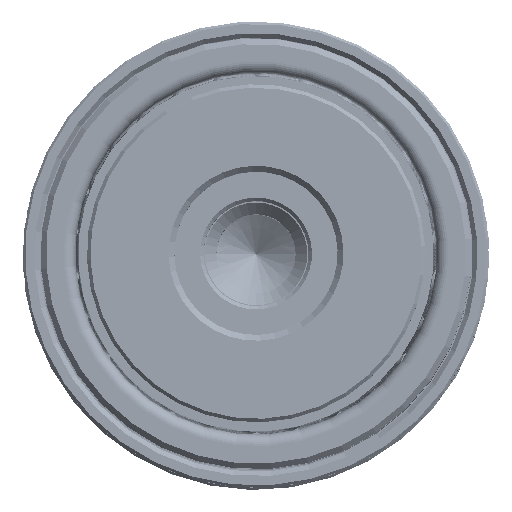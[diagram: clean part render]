
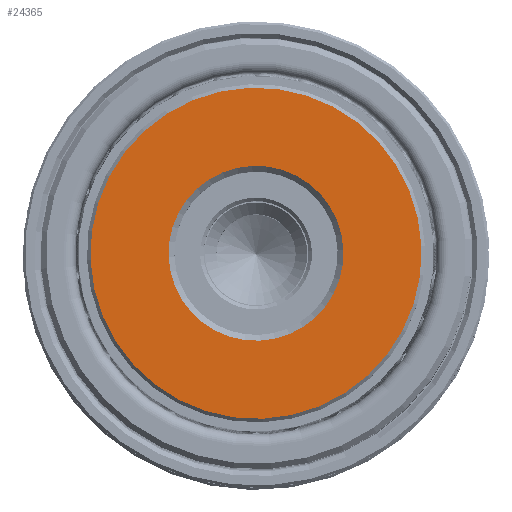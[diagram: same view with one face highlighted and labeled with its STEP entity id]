
A CAD part, top view. The second image highlights one B-rep face of the part: STEP entity #24365.
In plain terms, the highlighted face is planar.
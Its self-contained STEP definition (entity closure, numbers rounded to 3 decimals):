
#876 = EDGE_CURVE ( 'NONE', #14045, #5486, #5413, .T. ) ;
#1509 = DIRECTION ( 'NONE',  ( 1., 0., 0. ) ) ;
#5413 = CIRCLE ( 'NONE', #19242, 7.5 ) ;
#5486 = VERTEX_POINT ( 'NONE', #6437 ) ;
#6437 = CARTESIAN_POINT ( 'NONE',  ( -7.5, 0., 0. ) ) ;
#8857 = EDGE_LOOP ( 'NONE', ( #45422, #22954 ) ) ;
#9779 = DIRECTION ( 'NONE',  ( 0., 0., -1. ) ) ;
#9795 = DIRECTION ( 'NONE',  ( 1., 0., 0. ) ) ;
#11244 = FACE_OUTER_BOUND ( 'NONE', #8857, .T. ) ;
#14045 = VERTEX_POINT ( 'NONE', #37999 ) ;
#16141 = ORIENTED_EDGE ( 'NONE', *, *, #25201, .T. ) ;
#17404 = AXIS2_PLACEMENT_3D ( 'NONE', #40308, #19104, #43899 ) ;
#19104 = DIRECTION ( 'NONE',  ( 0., 0., -1. ) ) ;
#19242 = AXIS2_PLACEMENT_3D ( 'NONE', #20896, #20753, #20449 ) ;
#19248 = EDGE_LOOP ( 'NONE', ( #16141, #42821 ) ) ;
#19341 = AXIS2_PLACEMENT_3D ( 'NONE', #20254, #30916, #9795 ) ;
#19482 = FACE_BOUND ( 'NONE', #19248, .T. ) ;
#20032 = CIRCLE ( 'NONE', #27958, 7.5 ) ;
#20254 = CARTESIAN_POINT ( 'NONE',  ( 0., 0., 0. ) ) ;
#20449 = DIRECTION ( 'NONE',  ( 1., 0., 0. ) ) ;
#20500 = CARTESIAN_POINT ( 'NONE',  ( -14.2, 0., 0. ) ) ;
#20753 = DIRECTION ( 'NONE',  ( 0., 0., 1. ) ) ;
#20896 = CARTESIAN_POINT ( 'NONE',  ( 0., 0., 0. ) ) ;
#22625 = DIRECTION ( 'NONE',  ( 0., 0., 1. ) ) ;
#22954 = ORIENTED_EDGE ( 'NONE', *, *, #43277, .T. ) ;
#24365 = ADVANCED_FACE ( 'NONE', ( #11244, #19482 ), #27381, .F. ) ;
#24896 = VERTEX_POINT ( 'NONE', #41552 ) ;
#25201 = EDGE_CURVE ( 'NONE', #5486, #14045, #20032, .T. ) ;
#27381 = PLANE ( 'NONE',  #19341 ) ;
#27958 = AXIS2_PLACEMENT_3D ( 'NONE', #43855, #22625, #1509 ) ;
#30902 = CARTESIAN_POINT ( 'NONE',  ( 0., 0., 0. ) ) ;
#30916 = DIRECTION ( 'NONE',  ( 0., 0., 1. ) ) ;
#31681 = CIRCLE ( 'NONE', #17404, 14.2 ) ;
#31938 = EDGE_CURVE ( 'NONE', #24896, #39473, #31681, .T. ) ;
#34480 = DIRECTION ( 'NONE',  ( 1., 0., 0. ) ) ;
#37999 = CARTESIAN_POINT ( 'NONE',  ( 7.5, 0., 0. ) ) ;
#39473 = VERTEX_POINT ( 'NONE', #20500 ) ;
#40308 = CARTESIAN_POINT ( 'NONE',  ( 0., 0., 0. ) ) ;
#41552 = CARTESIAN_POINT ( 'NONE',  ( 14.2, 0., 0. ) ) ;
#42405 = CIRCLE ( 'NONE', #45140, 14.2 ) ;
#42821 = ORIENTED_EDGE ( 'NONE', *, *, #876, .T. ) ;
#43277 = EDGE_CURVE ( 'NONE', #39473, #24896, #42405, .T. ) ;
#43855 = CARTESIAN_POINT ( 'NONE',  ( 0., 0., 0. ) ) ;
#43899 = DIRECTION ( 'NONE',  ( 1., 0., 0. ) ) ;
#45140 = AXIS2_PLACEMENT_3D ( 'NONE', #30902, #9779, #34480 ) ;
#45422 = ORIENTED_EDGE ( 'NONE', *, *, #31938, .T. ) ;
